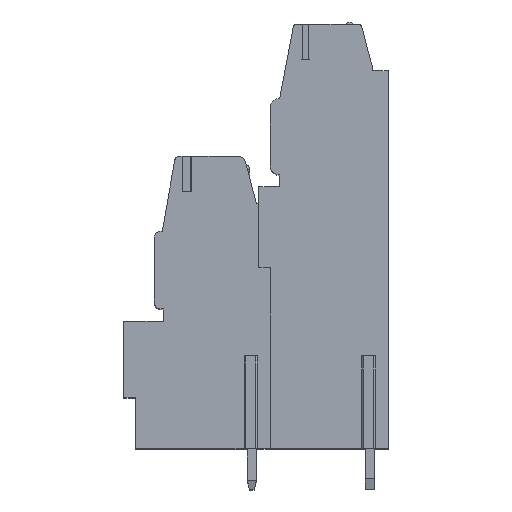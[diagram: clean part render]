
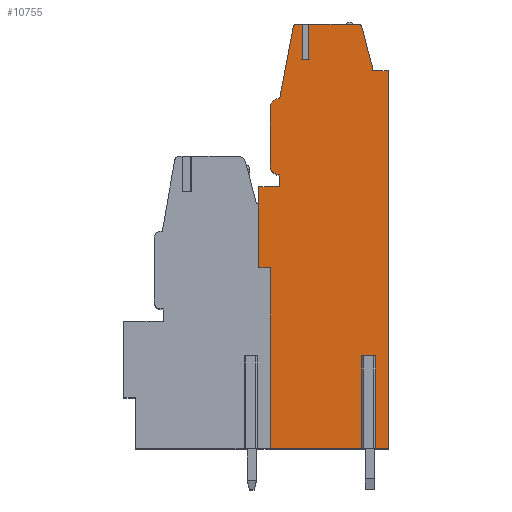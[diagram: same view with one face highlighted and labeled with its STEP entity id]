
A CAD part, top view. The second image highlights one B-rep face of the part: STEP entity #10755.
In plain terms, the highlighted planar face has unit normal (0, 0, 1).
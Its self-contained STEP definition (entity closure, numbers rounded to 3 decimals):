
#13=DIRECTION('',(0.,1.,0.));
#14=VECTOR('',#13,15.6);
#15=CARTESIAN_POINT('',(1.,-19.1,33.02));
#16=LINE('',#15,#14);
#17=DIRECTION('',(1.,0.,0.));
#18=VECTOR('',#17,1.);
#19=CARTESIAN_POINT('',(0.,-3.5,33.02));
#20=LINE('',#19,#18);
#21=DIRECTION('',(-1.,0.,0.));
#22=VECTOR('',#21,1.8);
#23=CARTESIAN_POINT('',(1.8,3.5,33.02));
#24=LINE('',#23,#22);
#25=DIRECTION('',(0.,-1.,0.));
#26=VECTOR('',#25,1.);
#27=CARTESIAN_POINT('',(1.8,4.5,33.02));
#28=LINE('',#27,#26);
#29=CARTESIAN_POINT('',(1.8,5.3,33.02));
#30=DIRECTION('',(0.,0.,1.));
#31=DIRECTION('',(-1.,0.,0.));
#32=AXIS2_PLACEMENT_3D('',#29,#30,#31);
#34=DIRECTION('',(0.,-1.,0.));
#35=VECTOR('',#34,5.);
#36=CARTESIAN_POINT('',(1.,10.3,33.02));
#37=LINE('',#36,#35);
#38=CARTESIAN_POINT('',(1.8,10.3,33.02));
#39=DIRECTION('',(0.,0.,1.));
#40=DIRECTION('',(0.,1.,0.));
#41=AXIS2_PLACEMENT_3D('',#38,#39,#40);
#43=DIRECTION('',(-0.186,-0.983,0.));
#44=VECTOR('',#43,6.265);
#45=CARTESIAN_POINT('',(2.964,17.256,33.02));
#46=LINE('',#45,#44);
#47=CARTESIAN_POINT('',(3.259,17.2,33.02));
#48=DIRECTION('',(0.,0.,1.));
#49=DIRECTION('',(0.,1.,0.));
#50=AXIS2_PLACEMENT_3D('',#47,#48,#49);
#52=DIRECTION('',(-1.,0.,0.));
#53=VECTOR('',#52,0.551);
#54=CARTESIAN_POINT('',(3.81,17.5,33.02));
#55=LINE('',#54,#53);
#56=DIRECTION('',(0.,-1.,0.));
#57=VECTOR('',#56,3.05);
#58=CARTESIAN_POINT('',(3.81,17.5,33.02));
#59=LINE('',#58,#57);
#60=DIRECTION('',(1.,0.,0.));
#61=VECTOR('',#60,0.5);
#62=CARTESIAN_POINT('',(3.81,14.45,33.02));
#63=LINE('',#62,#61);
#64=DIRECTION('',(0.,-1.,0.));
#65=VECTOR('',#64,3.05);
#66=CARTESIAN_POINT('',(4.31,17.5,33.02));
#67=LINE('',#66,#65);
#68=DIRECTION('',(-1.,0.,0.));
#69=VECTOR('',#68,4.27);
#70=CARTESIAN_POINT('',(8.58,17.5,33.02));
#71=LINE('',#70,#69);
#72=CARTESIAN_POINT('',(8.58,17.2,33.02));
#73=DIRECTION('',(0.,0.,1.));
#74=DIRECTION('',(0.965,0.261,0.));
#75=AXIS2_PLACEMENT_3D('',#72,#73,#74);
#77=DIRECTION('',(-0.261,0.965,0.));
#78=VECTOR('',#77,3.539);
#79=CARTESIAN_POINT('',(9.792,13.861,33.02));
#80=LINE('',#79,#78);
#81=DIRECTION('',(-0.035,0.999,0.));
#82=VECTOR('',#81,0.361);
#83=CARTESIAN_POINT('',(9.805,13.5,33.02));
#84=LINE('',#83,#82);
#85=DIRECTION('',(-1.,0.,0.));
#86=VECTOR('',#85,1.355);
#87=CARTESIAN_POINT('',(11.16,13.5,33.02));
#88=LINE('',#87,#86);
#89=DIRECTION('',(0.,1.,0.));
#90=VECTOR('',#89,32.6);
#91=CARTESIAN_POINT('',(11.16,-19.1,33.02));
#92=LINE('',#91,#90);
#93=DIRECTION('',(1.,0.,0.));
#94=VECTOR('',#93,1.39);
#95=CARTESIAN_POINT('',(9.77,-19.1,33.02));
#96=LINE('',#95,#94);
#97=DIRECTION('',(0.,1.,0.));
#98=VECTOR('',#97,8.);
#99=CARTESIAN_POINT('',(9.77,-19.1,33.02));
#100=LINE('',#99,#98);
#101=DIRECTION('',(-1.,0.,0.));
#102=VECTOR('',#101,0.62);
#103=CARTESIAN_POINT('',(9.77,-11.1,33.02));
#104=LINE('',#103,#102);
#105=DIRECTION('',(0.,1.,0.));
#106=VECTOR('',#105,8.);
#107=CARTESIAN_POINT('',(9.15,-19.1,33.02));
#108=LINE('',#107,#106);
#109=DIRECTION('',(1.,0.,0.));
#110=VECTOR('',#109,8.15);
#111=CARTESIAN_POINT('',(1.,-19.1,33.02));
#112=LINE('',#111,#110);
#281=DIRECTION('',(0.,-1.,0.));
#282=VECTOR('',#281,7.);
#283=CARTESIAN_POINT('',(0.,3.5,33.02));
#284=LINE('',#283,#282);
#8390=CARTESIAN_POINT('',(11.16,-19.1,33.02));
#8391=CARTESIAN_POINT('',(11.16,13.5,33.02));
#8392=VERTEX_POINT('',#8390);
#8393=VERTEX_POINT('',#8391);
#8394=CARTESIAN_POINT('',(9.805,13.5,33.02));
#8395=VERTEX_POINT('',#8394);
#8396=CARTESIAN_POINT('',(9.792,13.861,33.02));
#8397=VERTEX_POINT('',#8396);
#8398=CARTESIAN_POINT('',(8.87,17.278,33.02));
#8399=VERTEX_POINT('',#8398);
#8400=CARTESIAN_POINT('',(8.58,17.5,33.02));
#8401=VERTEX_POINT('',#8400);
#8402=CARTESIAN_POINT('',(3.259,17.5,33.02));
#8403=CARTESIAN_POINT('',(2.964,17.256,33.02));
#8404=VERTEX_POINT('',#8402);
#8405=VERTEX_POINT('',#8403);
#8406=CARTESIAN_POINT('',(1.8,11.1,33.02));
#8407=VERTEX_POINT('',#8406);
#8408=CARTESIAN_POINT('',(1.,10.3,33.02));
#8409=VERTEX_POINT('',#8408);
#8410=CARTESIAN_POINT('',(1.,5.3,33.02));
#8411=VERTEX_POINT('',#8410);
#8412=CARTESIAN_POINT('',(1.8,4.5,33.02));
#8413=VERTEX_POINT('',#8412);
#8414=CARTESIAN_POINT('',(1.8,3.5,33.02));
#8415=VERTEX_POINT('',#8414);
#8416=CARTESIAN_POINT('',(0.,3.5,33.02));
#8417=VERTEX_POINT('',#8416);
#8502=CARTESIAN_POINT('',(9.77,-11.1,33.02));
#8503=CARTESIAN_POINT('',(9.15,-11.1,33.02));
#8504=VERTEX_POINT('',#8502);
#8505=VERTEX_POINT('',#8503);
#8506=CARTESIAN_POINT('',(9.77,-19.1,33.02));
#8507=VERTEX_POINT('',#8506);
#8508=CARTESIAN_POINT('',(9.15,-19.1,33.02));
#8509=VERTEX_POINT('',#8508);
#8510=CARTESIAN_POINT('',(1.,-19.1,33.02));
#8511=VERTEX_POINT('',#8510);
#8548=CARTESIAN_POINT('',(3.81,14.45,33.02));
#8549=CARTESIAN_POINT('',(4.31,14.45,33.02));
#8550=VERTEX_POINT('',#8548);
#8551=VERTEX_POINT('',#8549);
#8552=CARTESIAN_POINT('',(3.81,17.5,33.02));
#8553=VERTEX_POINT('',#8552);
#8558=CARTESIAN_POINT('',(4.31,17.5,33.02));
#8559=VERTEX_POINT('',#8558);
#10546=CARTESIAN_POINT('',(1.,-3.5,33.02));
#10547=VERTEX_POINT('',#10546);
#10548=CARTESIAN_POINT('',(0.,-3.5,33.02));
#10549=VERTEX_POINT('',#10548);
#10698=CARTESIAN_POINT('',(0.,0.,33.02));
#10699=DIRECTION('',(0.,0.,1.));
#10700=DIRECTION('',(1.,0.,0.));
#10701=AXIS2_PLACEMENT_3D('',#10698,#10699,#10700);
#10702=PLANE('',#10701);
#10704=ORIENTED_EDGE('',*,*,#10703,.T.);
#10706=ORIENTED_EDGE('',*,*,#10705,.F.);
#10708=ORIENTED_EDGE('',*,*,#10707,.F.);
#10710=ORIENTED_EDGE('',*,*,#10709,.F.);
#10712=ORIENTED_EDGE('',*,*,#10711,.F.);
#10714=ORIENTED_EDGE('',*,*,#10713,.F.);
#10716=ORIENTED_EDGE('',*,*,#10715,.F.);
#10718=ORIENTED_EDGE('',*,*,#10717,.F.);
#10720=ORIENTED_EDGE('',*,*,#10719,.F.);
#10722=ORIENTED_EDGE('',*,*,#10721,.F.);
#10724=ORIENTED_EDGE('',*,*,#10723,.F.);
#10726=ORIENTED_EDGE('',*,*,#10725,.T.);
#10728=ORIENTED_EDGE('',*,*,#10727,.T.);
#10730=ORIENTED_EDGE('',*,*,#10729,.F.);
#10732=ORIENTED_EDGE('',*,*,#10731,.F.);
#10734=ORIENTED_EDGE('',*,*,#10733,.F.);
#10736=ORIENTED_EDGE('',*,*,#10735,.F.);
#10738=ORIENTED_EDGE('',*,*,#10737,.F.);
#10740=ORIENTED_EDGE('',*,*,#10739,.F.);
#10742=ORIENTED_EDGE('',*,*,#10741,.F.);
#10744=ORIENTED_EDGE('',*,*,#10743,.F.);
#10746=ORIENTED_EDGE('',*,*,#10745,.T.);
#10748=ORIENTED_EDGE('',*,*,#10747,.T.);
#10750=ORIENTED_EDGE('',*,*,#10749,.F.);
#10752=ORIENTED_EDGE('',*,*,#10751,.F.);
#10753=EDGE_LOOP('',(#10704,#10706,#10708,#10710,#10712,#10714,#10716,#10718,
#10720,#10722,#10724,#10726,#10728,#10730,#10732,#10734,#10736,#10738,#10740,
#10742,#10744,#10746,#10748,#10750,#10752));
#10754=FACE_OUTER_BOUND('',#10753,.F.);
#33=CIRCLE('',#32,0.8);
#42=CIRCLE('',#41,0.8);
#51=CIRCLE('',#50,0.3);
#76=CIRCLE('',#75,0.3);
#10703=EDGE_CURVE('',#8511,#10547,#16,.T.);
#10705=EDGE_CURVE('',#10549,#10547,#20,.T.);
#10707=EDGE_CURVE('',#8417,#10549,#284,.T.);
#10709=EDGE_CURVE('',#8415,#8417,#24,.T.);
#10711=EDGE_CURVE('',#8413,#8415,#28,.T.);
#10713=EDGE_CURVE('',#8411,#8413,#33,.T.);
#10715=EDGE_CURVE('',#8409,#8411,#37,.T.);
#10717=EDGE_CURVE('',#8407,#8409,#42,.T.);
#10719=EDGE_CURVE('',#8405,#8407,#46,.T.);
#10721=EDGE_CURVE('',#8404,#8405,#51,.T.);
#10723=EDGE_CURVE('',#8553,#8404,#55,.T.);
#10725=EDGE_CURVE('',#8553,#8550,#59,.T.);
#10727=EDGE_CURVE('',#8550,#8551,#63,.T.);
#10729=EDGE_CURVE('',#8559,#8551,#67,.T.);
#10731=EDGE_CURVE('',#8401,#8559,#71,.T.);
#10733=EDGE_CURVE('',#8399,#8401,#76,.T.);
#10735=EDGE_CURVE('',#8397,#8399,#80,.T.);
#10737=EDGE_CURVE('',#8395,#8397,#84,.T.);
#10739=EDGE_CURVE('',#8393,#8395,#88,.T.);
#10741=EDGE_CURVE('',#8392,#8393,#92,.T.);
#10743=EDGE_CURVE('',#8507,#8392,#96,.T.);
#10745=EDGE_CURVE('',#8507,#8504,#100,.T.);
#10747=EDGE_CURVE('',#8504,#8505,#104,.T.);
#10749=EDGE_CURVE('',#8509,#8505,#108,.T.);
#10751=EDGE_CURVE('',#8511,#8509,#112,.T.);
#10755=ADVANCED_FACE('',(#10754),#10702,.T.);
